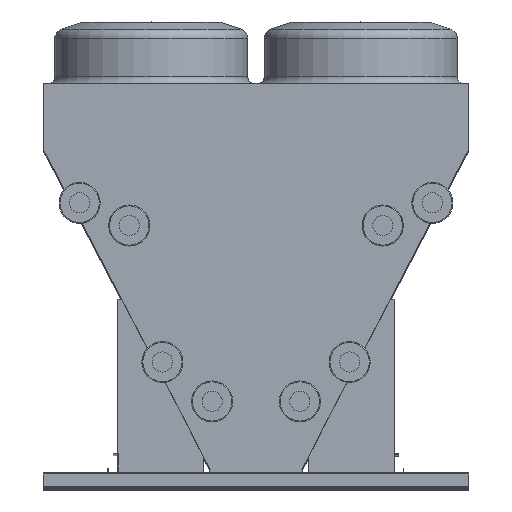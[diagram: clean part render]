
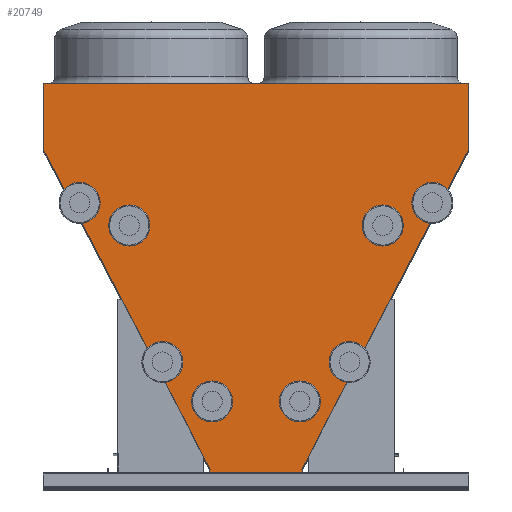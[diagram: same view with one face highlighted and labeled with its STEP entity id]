
A CAD part, top view. The second image highlights one B-rep face of the part: STEP entity #20749.
In plain terms, the highlighted planar face has unit normal (0, 0, 1).
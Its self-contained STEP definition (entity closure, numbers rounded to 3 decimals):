
#2 = VECTOR ( 'NONE', #31214, 1000. ) ;
#315 = LINE ( 'NONE', #5126, #6580 ) ;
#703 = LINE ( 'NONE', #8162, #14112 ) ;
#1062 = ORIENTED_EDGE ( 'NONE', *, *, #30630, .T. ) ;
#1452 = CARTESIAN_POINT ( 'NONE',  ( 245.39, 20.232, 0. ) ) ;
#1693 = LINE ( 'NONE', #23048, #2 ) ;
#1918 = LINE ( 'NONE', #5868, #2768 ) ;
#1984 = CARTESIAN_POINT ( 'NONE',  ( -1136.282, 2083.62, 0. ) ) ;
#2247 = CARTESIAN_POINT ( 'NONE',  ( -1136.282, 1727.462, 0. ) ) ;
#2433 = DIRECTION ( 'NONE',  ( 0., -1., 0. ) ) ;
#2474 = CARTESIAN_POINT ( 'NONE',  ( 246.893, 17.358, 0. ) ) ;
#2497 = VERTEX_POINT ( 'NONE', #8367 ) ;
#2527 = DIRECTION ( 'NONE',  ( 0., 0., -1. ) ) ;
#2628 = LINE ( 'NONE', #30215, #9754 ) ;
#2656 = EDGE_CURVE ( 'NONE', #32760, #2497, #26016, .T. ) ;
#2768 = VECTOR ( 'NONE', #24599, 1000. ) ;
#2793 = CARTESIAN_POINT ( 'NONE',  ( 1136.15, 1727.462, 0. ) ) ;
#2844 = VERTEX_POINT ( 'NONE', #4868 ) ;
#3088 = VERTEX_POINT ( 'NONE', #21664 ) ;
#3111 = LINE ( 'NONE', #28792, #30814 ) ;
#3397 = VECTOR ( 'NONE', #17927, 1000. ) ;
#3599 = CARTESIAN_POINT ( 'NONE',  ( -246.893, 17.358, 0. ) ) ;
#3628 = EDGE_CURVE ( 'NONE', #17483, #27370, #23848, .T. ) ;
#3699 = CARTESIAN_POINT ( 'NONE',  ( 1136.15, 2083.62, 0. ) ) ;
#4416 = CARTESIAN_POINT ( 'NONE',  ( 246.893, 1.482, 0. ) ) ;
#4509 = VERTEX_POINT ( 'NONE', #7602 ) ;
#4868 = CARTESIAN_POINT ( 'NONE',  ( -1127.739, 1711.053, 0. ) ) ;
#5126 = CARTESIAN_POINT ( 'NONE',  ( -279.893, 0., 0. ) ) ;
#5236 = EDGE_CURVE ( 'NONE', #4509, #32760, #703, .T. ) ;
#5722 = VERTEX_POINT ( 'NONE', #4416 ) ;
#5868 = CARTESIAN_POINT ( 'NONE',  ( 1127.607, 1711.053, 0. ) ) ;
#5981 = VERTEX_POINT ( 'NONE', #31897 ) ;
#6580 = VECTOR ( 'NONE', #2433, 1000. ) ;
#6604 = ORIENTED_EDGE ( 'NONE', *, *, #26112, .T. ) ;
#6646 = CARTESIAN_POINT ( 'NONE',  ( 279.893, 0., 0. ) ) ;
#6649 = VECTOR ( 'NONE', #24879, 1000. ) ;
#7602 = CARTESIAN_POINT ( 'NONE',  ( 1127.607, 1711.053, 0. ) ) ;
#7890 = VERTEX_POINT ( 'NONE', #22492 ) ;
#8162 = CARTESIAN_POINT ( 'NONE',  ( 1127.607, 1711.053, 0. ) ) ;
#8278 = VERTEX_POINT ( 'NONE', #21392 ) ;
#8367 = CARTESIAN_POINT ( 'NONE',  ( 1136.15, 2083.62, 0. ) ) ;
#8578 = ORIENTED_EDGE ( 'NONE', *, *, #2656, .T. ) ;
#8909 = AXIS2_PLACEMENT_3D ( 'NONE', #32001, #2527, #21202 ) ;
#9673 = ORIENTED_EDGE ( 'NONE', *, *, #3628, .T. ) ;
#9754 = VECTOR ( 'NONE', #12999, 1000. ) ;
#9822 = FACE_OUTER_BOUND ( 'NONE', #28958, .T. ) ;
#10080 = ORIENTED_EDGE ( 'NONE', *, *, #21328, .T. ) ;
#10511 = LINE ( 'NONE', #34074, #3397 ) ;
#10699 = DIRECTION ( 'NONE',  ( -1., 0., 0. ) ) ;
#10754 = CARTESIAN_POINT ( 'NONE',  ( 246.893, 17.358, 0. ) ) ;
#10877 = DIRECTION ( 'NONE',  ( 0., 1., 0. ) ) ;
#11547 = CARTESIAN_POINT ( 'NONE',  ( -279.893, 1.482, 0. ) ) ;
#11773 = CARTESIAN_POINT ( 'NONE',  ( -1136.282, 1727.462, 0. ) ) ;
#11872 = VECTOR ( 'NONE', #10877, 1000. ) ;
#12781 = VECTOR ( 'NONE', #20672, 1000. ) ;
#12999 = DIRECTION ( 'NONE',  ( 0.462, -0.887, 0. ) ) ;
#13134 = DIRECTION ( 'NONE',  ( -0.463, 0.886, 0. ) ) ;
#14112 = VECTOR ( 'NONE', #26907, 1000. ) ;
#14206 = CARTESIAN_POINT ( 'NONE',  ( -246.893, 17.358, 0. ) ) ;
#14292 = LINE ( 'NONE', #33368, #26840 ) ;
#15048 = CARTESIAN_POINT ( 'NONE',  ( -1136.282, 2083.62, 0. ) ) ;
#15641 = CARTESIAN_POINT ( 'NONE',  ( -245.403, 20.223, 0. ) ) ;
#16646 = VECTOR ( 'NONE', #18224, 1000. ) ;
#17483 = VERTEX_POINT ( 'NONE', #15048 ) ;
#17927 = DIRECTION ( 'NONE',  ( -1., 0., 0. ) ) ;
#18224 = DIRECTION ( 'NONE',  ( 0., -1., 0. ) ) ;
#18830 = VECTOR ( 'NONE', #19699, 1000. ) ;
#18916 = LINE ( 'NONE', #10754, #11872 ) ;
#19023 = VECTOR ( 'NONE', #27546, 1000. ) ;
#19086 = CARTESIAN_POINT ( 'NONE',  ( -279.893, 0., 0. ) ) ;
#19491 = ORIENTED_EDGE ( 'NONE', *, *, #28874, .T. ) ;
#19558 = CARTESIAN_POINT ( 'NONE',  ( 279.893, 0., 0. ) ) ;
#19699 = DIRECTION ( 'NONE',  ( 0., 1., 0. ) ) ;
#19798 = EDGE_CURVE ( 'NONE', #7890, #4509, #1918, .T. ) ;
#20382 = ORIENTED_EDGE ( 'NONE', *, *, #32046, .T. ) ;
#20672 = DIRECTION ( 'NONE',  ( -1., 0., 0. ) ) ;
#20749 = ADVANCED_FACE ( 'NONE', ( #9822 ), #31886, .F. ) ;
#20832 = ORIENTED_EDGE ( 'NONE', *, *, #32677, .T. ) ;
#20876 = LINE ( 'NONE', #19558, #6649 ) ;
#21202 = DIRECTION ( 'NONE',  ( -1., 0., 0. ) ) ;
#21328 = EDGE_CURVE ( 'NONE', #34405, #7890, #28206, .T. ) ;
#21392 = CARTESIAN_POINT ( 'NONE',  ( 279.893, 1.482, 0. ) ) ;
#21664 = CARTESIAN_POINT ( 'NONE',  ( -1126.246, 1711.83, 0. ) ) ;
#22492 = CARTESIAN_POINT ( 'NONE',  ( 1126.218, 1711.776, 0. ) ) ;
#22557 = CARTESIAN_POINT ( 'NONE',  ( -246.893, 1.482, 0. ) ) ;
#22896 = EDGE_CURVE ( 'NONE', #33810, #34405, #31637, .T. ) ;
#23048 = CARTESIAN_POINT ( 'NONE',  ( -245.403, 20.223, 0. ) ) ;
#23221 = VERTEX_POINT ( 'NONE', #6646 ) ;
#23577 = EDGE_CURVE ( 'NONE', #5722, #33810, #18916, .T. ) ;
#23587 = VECTOR ( 'NONE', #13134, 1000. ) ;
#23848 = LINE ( 'NONE', #2247, #16646 ) ;
#24026 = CARTESIAN_POINT ( 'NONE',  ( -279.893, 1.482, 0. ) ) ;
#24416 = EDGE_CURVE ( 'NONE', #29546, #23221, #14292, .T. ) ;
#24599 = DIRECTION ( 'NONE',  ( 0.887, -0.462, 0. ) ) ;
#24738 = EDGE_CURVE ( 'NONE', #8278, #5722, #10511, .T. ) ;
#24845 = ORIENTED_EDGE ( 'NONE', *, *, #28127, .T. ) ;
#24879 = DIRECTION ( 'NONE',  ( 0., 1., 0. ) ) ;
#25041 = DIRECTION ( 'NONE',  ( 0., -1., 0. ) ) ;
#25254 = ORIENTED_EDGE ( 'NONE', *, *, #22896, .T. ) ;
#25337 = DIRECTION ( 'NONE',  ( 1., 0., 0. ) ) ;
#25414 = EDGE_CURVE ( 'NONE', #23221, #8278, #20876, .T. ) ;
#25583 = DIRECTION ( 'NONE',  ( 0.462, 0.887, 0. ) ) ;
#26016 = LINE ( 'NONE', #3699, #18830 ) ;
#26112 = EDGE_CURVE ( 'NONE', #29595, #29546, #315, .T. ) ;
#26240 = ORIENTED_EDGE ( 'NONE', *, *, #19798, .T. ) ;
#26272 = ORIENTED_EDGE ( 'NONE', *, *, #5236, .T. ) ;
#26840 = VECTOR ( 'NONE', #25337, 1000. ) ;
#26907 = DIRECTION ( 'NONE',  ( 0.462, 0.887, 0. ) ) ;
#27018 = LINE ( 'NONE', #14206, #19023 ) ;
#27132 = ORIENTED_EDGE ( 'NONE', *, *, #23577, .T. ) ;
#27174 = EDGE_CURVE ( 'NONE', #34309, #29595, #27523, .T. ) ;
#27370 = VERTEX_POINT ( 'NONE', #11773 ) ;
#27385 = VECTOR ( 'NONE', #25583, 1000. ) ;
#27523 = LINE ( 'NONE', #24026, #32237 ) ;
#27546 = DIRECTION ( 'NONE',  ( -0.461, -0.887, 0. ) ) ;
#28127 = EDGE_CURVE ( 'NONE', #5981, #34309, #29990, .T. ) ;
#28206 = LINE ( 'NONE', #1452, #27385 ) ;
#28546 = EDGE_CURVE ( 'NONE', #33901, #5981, #27018, .T. ) ;
#28792 = CARTESIAN_POINT ( 'NONE',  ( -1127.739, 1711.053, 0. ) ) ;
#28874 = EDGE_CURVE ( 'NONE', #2497, #17483, #33370, .T. ) ;
#28958 = EDGE_LOOP ( 'NONE', ( #9673, #20832, #20382, #1062, #29843, #24845, #34182, #6604, #29409, #33954, #32123, #27132, #25254, #10080, #26240, #26272, #8578, #19491 ) ) ;
#29112 = VECTOR ( 'NONE', #25041, 1000. ) ;
#29409 = ORIENTED_EDGE ( 'NONE', *, *, #24416, .T. ) ;
#29546 = VERTEX_POINT ( 'NONE', #19086 ) ;
#29595 = VERTEX_POINT ( 'NONE', #11547 ) ;
#29843 = ORIENTED_EDGE ( 'NONE', *, *, #28546, .T. ) ;
#29990 = LINE ( 'NONE', #3599, #29112 ) ;
#30215 = CARTESIAN_POINT ( 'NONE',  ( -1127.739, 1711.053, 0. ) ) ;
#30630 = EDGE_CURVE ( 'NONE', #3088, #33901, #1693, .T. ) ;
#30814 = VECTOR ( 'NONE', #34206, 1000. ) ;
#31186 = CARTESIAN_POINT ( 'NONE',  ( 245.39, 20.232, 0. ) ) ;
#31214 = DIRECTION ( 'NONE',  ( 0.462, -0.887, 0. ) ) ;
#31637 = LINE ( 'NONE', #2474, #23587 ) ;
#31886 = PLANE ( 'NONE',  #8909 ) ;
#31897 = CARTESIAN_POINT ( 'NONE',  ( -246.893, 17.358, 0. ) ) ;
#32001 = CARTESIAN_POINT ( 'NONE',  ( 0., 0., 0. ) ) ;
#32046 = EDGE_CURVE ( 'NONE', #2844, #3088, #3111, .T. ) ;
#32123 = ORIENTED_EDGE ( 'NONE', *, *, #24738, .T. ) ;
#32237 = VECTOR ( 'NONE', #10699, 1000. ) ;
#32677 = EDGE_CURVE ( 'NONE', #27370, #2844, #2628, .T. ) ;
#32760 = VERTEX_POINT ( 'NONE', #2793 ) ;
#33368 = CARTESIAN_POINT ( 'NONE',  ( 279.893, 0., 0. ) ) ;
#33370 = LINE ( 'NONE', #1984, #12781 ) ;
#33810 = VERTEX_POINT ( 'NONE', #34009 ) ;
#33901 = VERTEX_POINT ( 'NONE', #15641 ) ;
#33954 = ORIENTED_EDGE ( 'NONE', *, *, #25414, .T. ) ;
#34009 = CARTESIAN_POINT ( 'NONE',  ( 246.893, 17.358, 0. ) ) ;
#34074 = CARTESIAN_POINT ( 'NONE',  ( 279.893, 1.482, 0. ) ) ;
#34182 = ORIENTED_EDGE ( 'NONE', *, *, #27174, .T. ) ;
#34206 = DIRECTION ( 'NONE',  ( 0.887, 0.462, 0. ) ) ;
#34309 = VERTEX_POINT ( 'NONE', #22557 ) ;
#34405 = VERTEX_POINT ( 'NONE', #31186 ) ;
